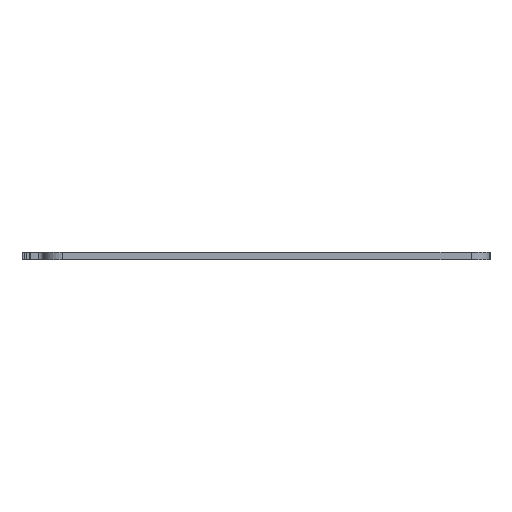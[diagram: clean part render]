
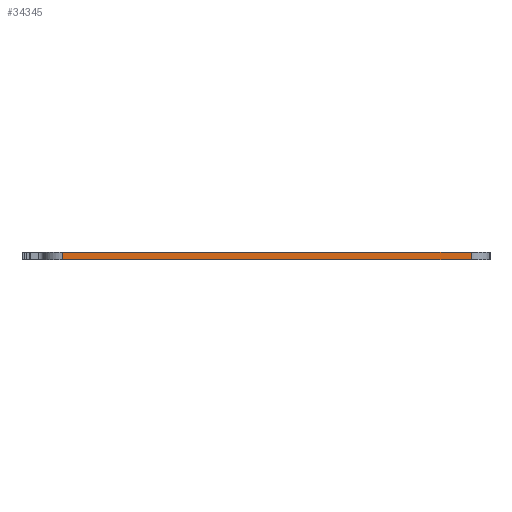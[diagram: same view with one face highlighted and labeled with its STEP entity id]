
A CAD part, left-side view. The second image highlights one B-rep face of the part: STEP entity #34345.
In plain terms, the highlighted planar face has unit normal (-1, 0, 0).
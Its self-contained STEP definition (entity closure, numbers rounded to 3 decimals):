
#83 = PLANE('',#84);
#84 = AXIS2_PLACEMENT_3D('',#85,#86,#87);
#85 = CARTESIAN_POINT('',(198.617,-94.731,1.6));
#86 = DIRECTION('',(0.,0.,1.));
#87 = DIRECTION('',(1.,0.,0.));
#111 = CYLINDRICAL_SURFACE('',#112,4.);
#112 = AXIS2_PLACEMENT_3D('',#113,#114,#115);
#113 = CARTESIAN_POINT('',(52.754,-52.15,0.));
#114 = DIRECTION('',(0.,0.,-1.));
#115 = DIRECTION('',(1.,0.,0.));
#137 = PLANE('',#138);
#138 = AXIS2_PLACEMENT_3D('',#139,#140,#141);
#139 = CARTESIAN_POINT('',(198.617,-94.731,0.));
#140 = DIRECTION('',(0.,0.,1.));
#141 = DIRECTION('',(1.,0.,0.));
#232 = VERTEX_POINT('',#233);
#233 = CARTESIAN_POINT('',(48.754,-52.151,1.6));
#255 = EDGE_CURVE('',#256,#232,#258,.T.);
#256 = VERTEX_POINT('',#257);
#257 = CARTESIAN_POINT('',(48.754,-52.151,0.));
#258 = SURFACE_CURVE('',#259,(#263,#270),.PCURVE_S1.);
#259 = LINE('',#260,#261);
#260 = CARTESIAN_POINT('',(48.754,-52.151,0.));
#261 = VECTOR('',#262,1.);
#262 = DIRECTION('',(0.,0.,1.));
#263 = PCURVE('',#111,#264);
#264 = DEFINITIONAL_REPRESENTATION('',(#265),#269);
#265 = LINE('',#266,#267);
#266 = CARTESIAN_POINT('',(-3.142,0.));
#267 = VECTOR('',#268,1.);
#268 = DIRECTION('',(0.,-1.));
#269 = ( GEOMETRIC_REPRESENTATION_CONTEXT(2) 
PARAMETRIC_REPRESENTATION_CONTEXT() REPRESENTATION_CONTEXT('2D SPACE',''
  ) );
#270 = PCURVE('',#271,#276);
#271 = PLANE('',#272);
#272 = AXIS2_PLACEMENT_3D('',#273,#274,#275);
#273 = CARTESIAN_POINT('',(48.754,-52.151,0.));
#274 = DIRECTION('',(1.,0.,0.));
#275 = DIRECTION('',(0.,-1.,0.));
#276 = DEFINITIONAL_REPRESENTATION('',(#277),#281);
#277 = LINE('',#278,#279);
#278 = CARTESIAN_POINT('',(0.,0.));
#279 = VECTOR('',#280,1.);
#280 = DIRECTION('',(0.,-1.));
#281 = ( GEOMETRIC_REPRESENTATION_CONTEXT(2) 
PARAMETRIC_REPRESENTATION_CONTEXT() REPRESENTATION_CONTEXT('2D SPACE',''
  ) );
#310 = EDGE_CURVE('',#256,#311,#313,.T.);
#311 = VERTEX_POINT('',#312);
#312 = CARTESIAN_POINT('',(48.786,-138.451,0.));
#313 = SURFACE_CURVE('',#314,(#318,#325),.PCURVE_S1.);
#314 = LINE('',#315,#316);
#315 = CARTESIAN_POINT('',(48.754,-52.151,0.));
#316 = VECTOR('',#317,1.);
#317 = DIRECTION('',(0.,-1.,0.));
#318 = PCURVE('',#137,#319);
#319 = DEFINITIONAL_REPRESENTATION('',(#320),#324);
#320 = LINE('',#321,#322);
#321 = CARTESIAN_POINT('',(-149.863,42.579));
#322 = VECTOR('',#323,1.);
#323 = DIRECTION('',(0.,-1.));
#324 = ( GEOMETRIC_REPRESENTATION_CONTEXT(2) 
PARAMETRIC_REPRESENTATION_CONTEXT() REPRESENTATION_CONTEXT('2D SPACE',''
  ) );
#325 = PCURVE('',#271,#326);
#326 = DEFINITIONAL_REPRESENTATION('',(#327),#331);
#327 = LINE('',#328,#329);
#328 = CARTESIAN_POINT('',(0.,0.));
#329 = VECTOR('',#330,1.);
#330 = DIRECTION('',(1.,0.));
#331 = ( GEOMETRIC_REPRESENTATION_CONTEXT(2) 
PARAMETRIC_REPRESENTATION_CONTEXT() REPRESENTATION_CONTEXT('2D SPACE',''
  ) );
#350 = CYLINDRICAL_SURFACE('',#351,4.);
#351 = AXIS2_PLACEMENT_3D('',#352,#353,#354);
#352 = CARTESIAN_POINT('',(52.786,-138.45,0.));
#353 = DIRECTION('',(0.,0.,-1.));
#354 = DIRECTION('',(1.,0.,0.));
#18817 = EDGE_CURVE('',#232,#18818,#18820,.T.);
#18818 = VERTEX_POINT('',#18819);
#18819 = CARTESIAN_POINT('',(48.786,-138.451,1.6));
#18820 = SURFACE_CURVE('',#18821,(#18825,#18832),.PCURVE_S1.);
#18821 = LINE('',#18822,#18823);
#18822 = CARTESIAN_POINT('',(48.754,-52.151,1.6));
#18823 = VECTOR('',#18824,1.);
#18824 = DIRECTION('',(0.,-1.,0.));
#18825 = PCURVE('',#83,#18826);
#18826 = DEFINITIONAL_REPRESENTATION('',(#18827),#18831);
#18827 = LINE('',#18828,#18829);
#18828 = CARTESIAN_POINT('',(-149.863,42.579));
#18829 = VECTOR('',#18830,1.);
#18830 = DIRECTION('',(0.,-1.));
#18831 = ( GEOMETRIC_REPRESENTATION_CONTEXT(2) 
PARAMETRIC_REPRESENTATION_CONTEXT() REPRESENTATION_CONTEXT('2D SPACE',''
  ) );
#18832 = PCURVE('',#271,#18833);
#18833 = DEFINITIONAL_REPRESENTATION('',(#18834),#18838);
#18834 = LINE('',#18835,#18836);
#18835 = CARTESIAN_POINT('',(0.,-1.6));
#18836 = VECTOR('',#18837,1.);
#18837 = DIRECTION('',(1.,0.));
#18838 = ( GEOMETRIC_REPRESENTATION_CONTEXT(2) 
PARAMETRIC_REPRESENTATION_CONTEXT() REPRESENTATION_CONTEXT('2D SPACE',''
  ) );
#34345 = ADVANCED_FACE('',(#34346),#271,.F.);
#34346 = FACE_BOUND('',#34347,.F.);
#34347 = EDGE_LOOP('',(#34348,#34349,#34350,#34371));
#34348 = ORIENTED_EDGE('',*,*,#255,.T.);
#34349 = ORIENTED_EDGE('',*,*,#18817,.T.);
#34350 = ORIENTED_EDGE('',*,*,#34351,.F.);
#34351 = EDGE_CURVE('',#311,#18818,#34352,.T.);
#34352 = SURFACE_CURVE('',#34353,(#34357,#34364),.PCURVE_S1.);
#34353 = LINE('',#34354,#34355);
#34354 = CARTESIAN_POINT('',(48.786,-138.451,0.));
#34355 = VECTOR('',#34356,1.);
#34356 = DIRECTION('',(0.,0.,1.));
#34357 = PCURVE('',#271,#34358);
#34358 = DEFINITIONAL_REPRESENTATION('',(#34359),#34363);
#34359 = LINE('',#34360,#34361);
#34360 = CARTESIAN_POINT('',(86.3,0.));
#34361 = VECTOR('',#34362,1.);
#34362 = DIRECTION('',(0.,-1.));
#34363 = ( GEOMETRIC_REPRESENTATION_CONTEXT(2) 
PARAMETRIC_REPRESENTATION_CONTEXT() REPRESENTATION_CONTEXT('2D SPACE',''
  ) );
#34364 = PCURVE('',#350,#34365);
#34365 = DEFINITIONAL_REPRESENTATION('',(#34366),#34370);
#34366 = LINE('',#34367,#34368);
#34367 = CARTESIAN_POINT('',(-3.142,0.));
#34368 = VECTOR('',#34369,1.);
#34369 = DIRECTION('',(0.,-1.));
#34370 = ( GEOMETRIC_REPRESENTATION_CONTEXT(2) 
PARAMETRIC_REPRESENTATION_CONTEXT() REPRESENTATION_CONTEXT('2D SPACE',''
  ) );
#34371 = ORIENTED_EDGE('',*,*,#310,.F.);
